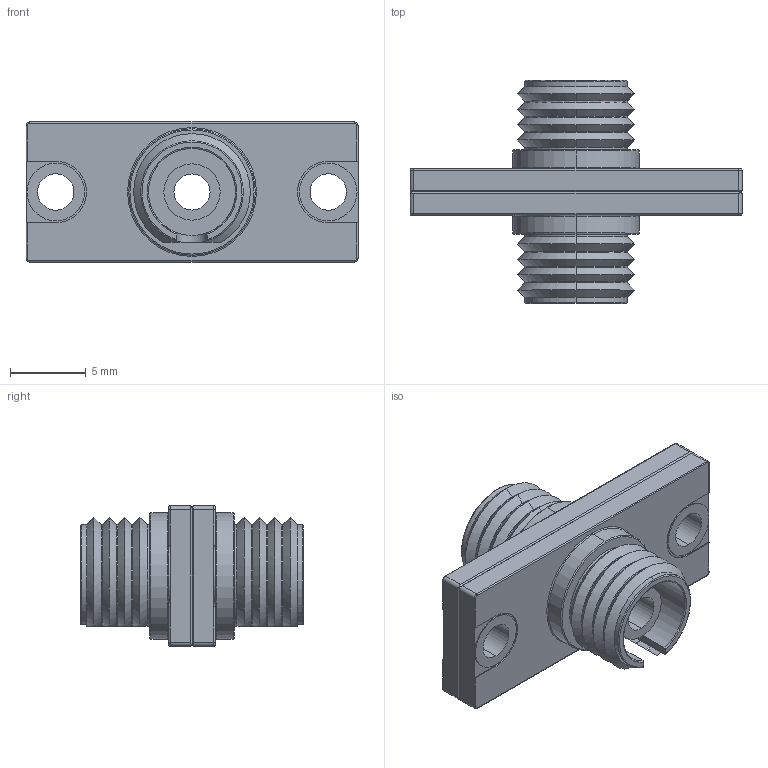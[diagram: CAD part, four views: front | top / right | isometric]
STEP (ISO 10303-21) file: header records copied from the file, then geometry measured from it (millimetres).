
FILE_DESCRIPTION (( 'STEP AP203' ), '1' );
FILE_NAME ('FOA-013A.STEP', '2006-06-30T18:46:40', ( ' ' ), ( ' ' ), 'SwSTEP 2.0', 'SolidWorks 2005354', '' );
FILE_SCHEMA (( 'CONFIG_CONTROL_DESIGN' ));
Length unit declared in the file: inch
Products named in the file (2): FOA-013A
Assembly tree (1 placements, depth 2):
  FOA-013A
    FOA-013A
Bounding box: 21.97 x 14.76 x 9.27 mm (x, y, z)
Volume: 876.5 mm3; surface area: 1257.5 mm2
Topology: 1 solids, 1 shells, 181 faces, 446 edges, 277 vertices
Faces by surface type: cylinder 79, plane 56, cone 24, torus 22
Entity records: 5803 total; most frequent: CARTESIAN_POINT 1294, DIRECTION 949, ORIENTED_EDGE 892, EDGE_CURVE 446, AXIS2_PLACEMENT_3D 382, VERTEX_POINT 277, CIRCLE 197, EDGE_LOOP 197
